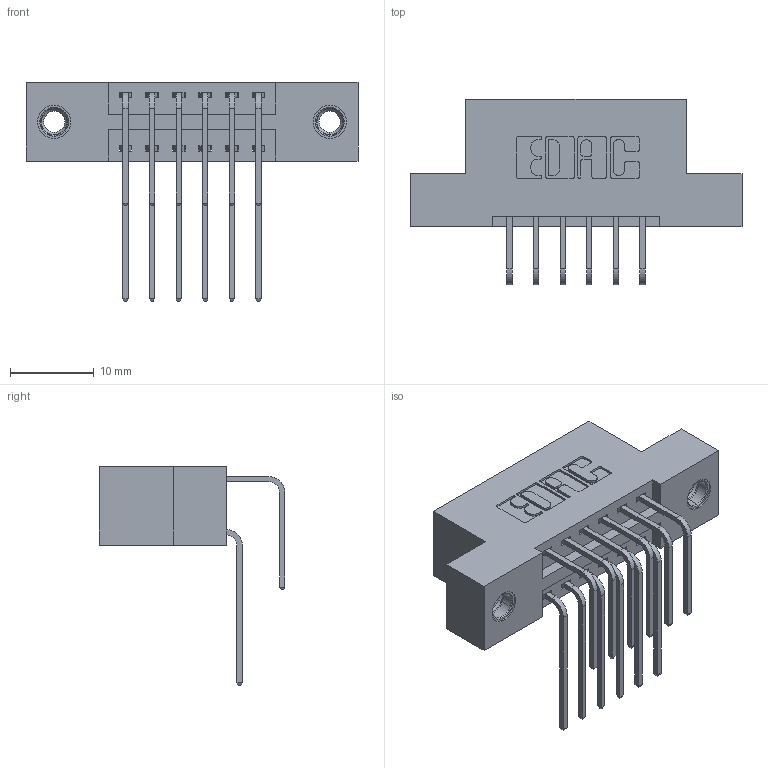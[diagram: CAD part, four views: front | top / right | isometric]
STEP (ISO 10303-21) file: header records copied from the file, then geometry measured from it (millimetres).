
FILE_DESCRIPTION (( 'STEP AP203' ), '1' );
FILE_NAME ('396-012-558-207.STEP', '2019-11-02T13:22:06', ( '' ), ( '' ), 'SwSTEP 2.0', 'SolidWorks 2016', '' );
FILE_SCHEMA (( 'CONFIG_CONTROL_DESIGN' ));
Length unit declared in the file: inch
Products named in the file (5): 345-250-001_345-250-005-103; 346 Part_Flush Mounting Lugs - 0.156 Dia-TI; 345-292-001_558 Tail - 2; 345-292-001_558 559 Tail - 1; 396-012-558-207
Assembly tree (15 placements, depth 2):
  396-012-558-207
    346 Part_Flush Mounting Lugs - 0.156 Dia-TI
    345-292-001_558 559 Tail - 1  x6
    345-292-001_558 Tail - 2  x6
    345-250-001_345-250-005-103  x2
Bounding box: 39.62 x 22.16 x 26.16 mm (x, y, z)
Volume: 3639.9 mm3; surface area: 4803.4 mm2
Topology: 15 solids, 15 shells, 830 faces, 2397 edges, 1574 vertices
Faces by surface type: plane 552, cylinder 262, cone 12, torus 4
Entity records: 11732 total; most frequent: CARTESIAN_POINT 2018, ORIENTED_EDGE 1894, DIRECTION 1829, EDGE_CURVE 947, LINE 731, VECTOR 731, VERTEX_POINT 624, AXIS2_PLACEMENT_3D 549
